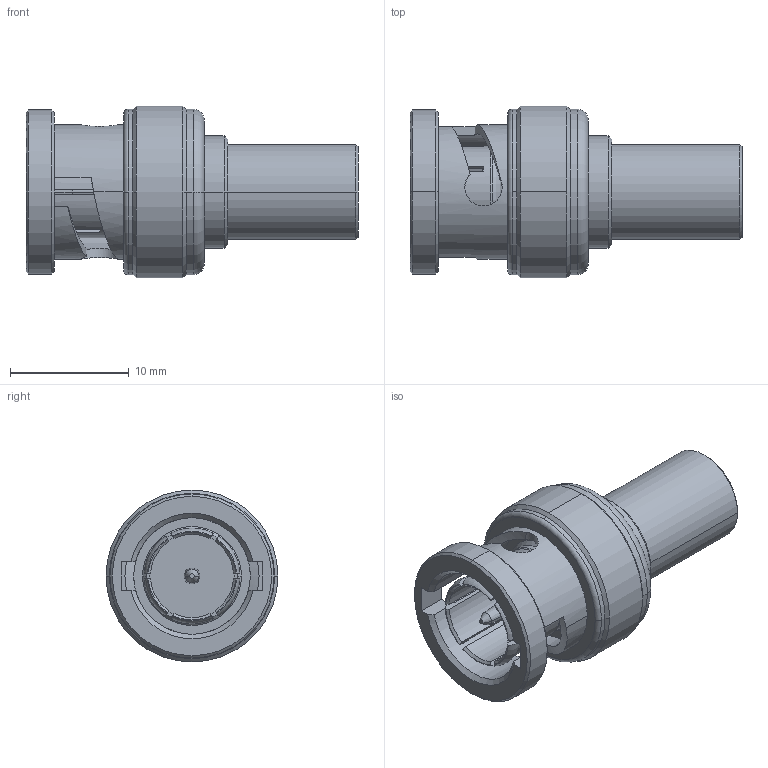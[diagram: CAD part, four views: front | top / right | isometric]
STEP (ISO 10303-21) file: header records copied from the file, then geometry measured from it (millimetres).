
FILE_DESCRIPTION((''),'2;1');
FILE_NAME('202105_SW0001','2020-02-12T',('Kaviyarasan'),(''),'CREO PARAMETRIC BY PTC INC, 2018360','CREO PARAMETRIC BY PTC INC, 2018360','');
FILE_SCHEMA(('CONFIG_CONTROL_DESIGN'));
Length unit declared in the file: millimetre
Products named in the file (1): 202105_SW0001
Bounding box: 28 x 14.5 x 14.5 mm (x, y, z)
Volume: 2145.9 mm3; surface area: 1852.8 mm2
Topology: 1 solids, 1 shells, 123 faces, 326 edges, 208 vertices
Faces by surface type: plane 39, cylinder 36, cone 28, torus 16, bspline 4
Entity records: 4434 total; most frequent: CARTESIAN_POINT 1329, ORIENTED_EDGE 652, DIRECTION 648, EDGE_CURVE 326, AXIS2_PLACEMENT_3D 255, VERTEX_POINT 208, VECTOR 138, LINE 138
